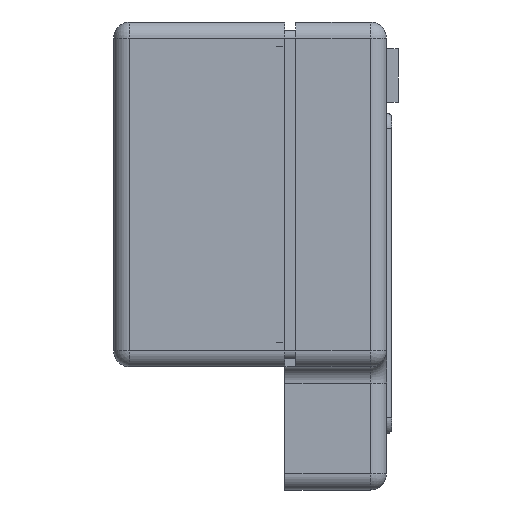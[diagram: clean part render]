
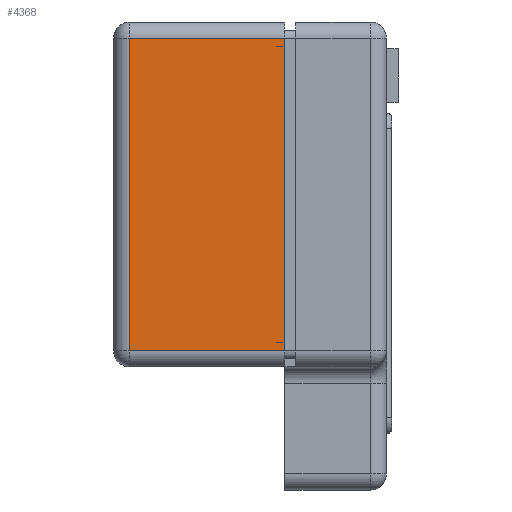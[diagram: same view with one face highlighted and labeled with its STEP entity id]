
A CAD part, left-side view. The second image highlights one B-rep face of the part: STEP entity #4368.
In plain terms, the highlighted planar face has unit normal (-1, 0, 0).
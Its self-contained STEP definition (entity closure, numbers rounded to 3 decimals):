
#519=FACE_OUTER_BOUND('',#769,.T.);
#769=EDGE_LOOP('',(#3424,#3425,#3426,#3427));
#1010=LINE('',#6547,#1429);
#1092=LINE('',#7177,#1511);
#1104=LINE('',#7226,#1523);
#1105=LINE('',#7228,#1524);
#1429=VECTOR('',#5195,10.);
#1511=VECTOR('',#5521,10.);
#1523=VECTOR('',#5579,10.);
#1524=VECTOR('',#5582,10.);
#1845=VERTEX_POINT('',#6544);
#1846=VERTEX_POINT('',#6546);
#1949=VERTEX_POINT('',#7163);
#1952=VERTEX_POINT('',#7171);
#2293=EDGE_CURVE('',#1845,#1846,#1010,.T.);
#2468=EDGE_CURVE('',#1952,#1949,#1092,.T.);
#2492=EDGE_CURVE('',#1949,#1845,#1104,.T.);
#2493=EDGE_CURVE('',#1846,#1952,#1105,.T.);
#3424=ORIENTED_EDGE('',*,*,#2293,.F.);
#3425=ORIENTED_EDGE('',*,*,#2492,.F.);
#3426=ORIENTED_EDGE('',*,*,#2468,.F.);
#3427=ORIENTED_EDGE('',*,*,#2493,.F.);
#4185=PLANE('',#4729);
#4368=ADVANCED_FACE('',(#519),#4185,.T.);
#4729=AXIS2_PLACEMENT_3D('',#7227,#5580,#5581);
#5195=DIRECTION('',(0.,0.,-1.));
#5521=DIRECTION('',(0.,0.,1.));
#5579=DIRECTION('',(0.,-1.,0.));
#5580=DIRECTION('center_axis',(-1.,0.,0.));
#5581=DIRECTION('ref_axis',(0.,0.,1.));
#5582=DIRECTION('',(0.,1.,0.));
#6544=CARTESIAN_POINT('',(-172.,19.,29.25));
#6546=CARTESIAN_POINT('',(-172.,19.,-29.25));
#6547=CARTESIAN_POINT('',(-172.,19.,-21.875));
#7163=CARTESIAN_POINT('',(-172.,48.,29.25));
#7171=CARTESIAN_POINT('',(-172.,48.,-29.25));
#7177=CARTESIAN_POINT('',(-172.,48.,-16.125));
#7226=CARTESIAN_POINT('',(-172.,0.,29.25));
#7227=CARTESIAN_POINT('Origin',(-172.,0.,-32.25));
#7228=CARTESIAN_POINT('',(-172.,0.,-29.25));
